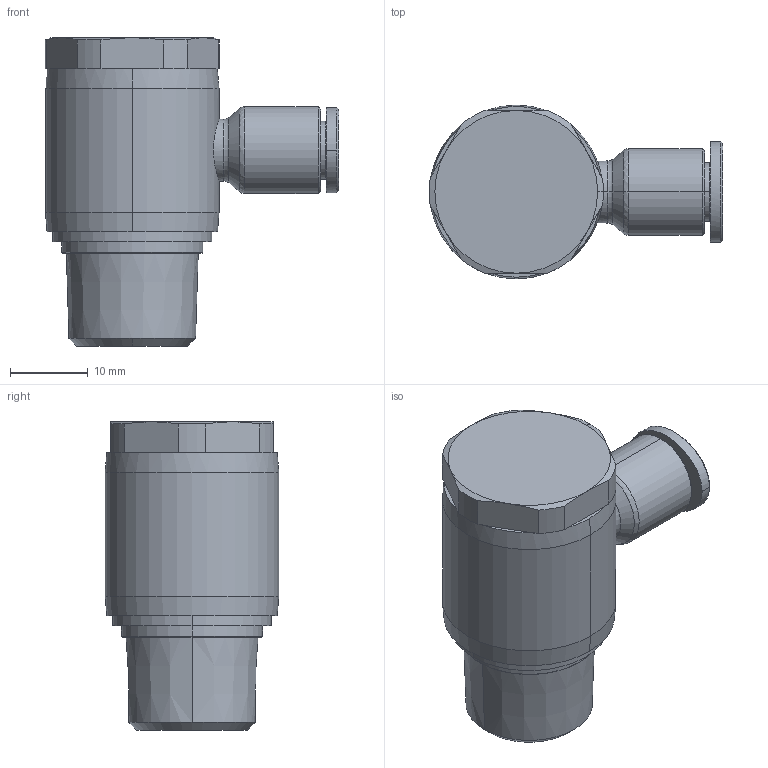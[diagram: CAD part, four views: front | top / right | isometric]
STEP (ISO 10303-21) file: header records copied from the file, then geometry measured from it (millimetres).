
FILE_DESCRIPTION (( 'STEP AP214' ), '1' );
FILE_NAME ('PH06-03.stp', '2015-08-28T09:59:36', ( '' ), ( '' ), 'SwSTEP 2.0', 'SolidWorks 2015', '' );
FILE_SCHEMA (( 'AUTOMOTIVE_DESIGN' ));
Length unit declared in the file: millimetre
Products named in the file (2): PH06-03; ｦ+ﾃｦ1
Assembly tree (1 placements, depth 2):
  PH06-03
    ｦ+ﾃｦ1
Bounding box: 37.88 x 22.4 x 39.8 mm (x, y, z)
Volume: 10786.9 mm3; surface area: 5447.5 mm2
Topology: 1 solids, 1 shells, 286 faces, 760 edges, 492 vertices
Faces by surface type: plane 191, bspline 34, cylinder 32, cone 27, torus 2
Entity records: 10840 total; most frequent: CARTESIAN_POINT 3170, ORIENTED_EDGE 1516, DIRECTION 1287, EDGE_CURVE 758, LINE 557, VECTOR 557, VERTEX_POINT 492, AXIS2_PLACEMENT_3D 365
